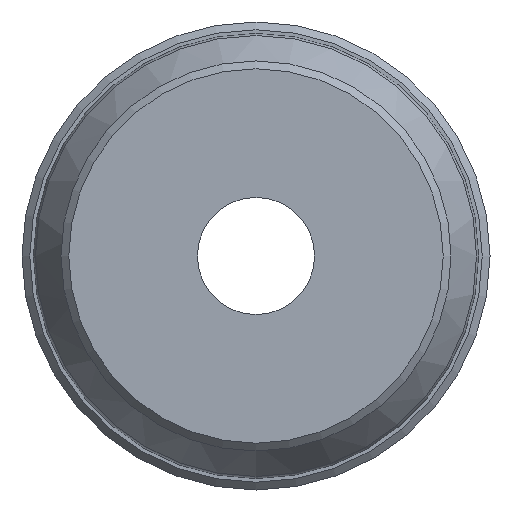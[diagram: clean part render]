
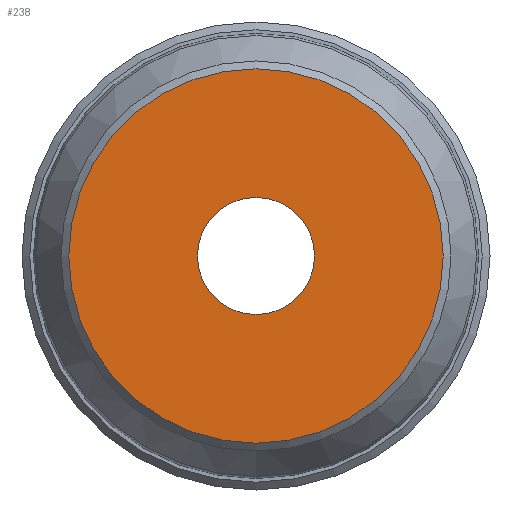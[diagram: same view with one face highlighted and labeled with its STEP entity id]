
A CAD part, left-side view. The second image highlights one B-rep face of the part: STEP entity #238.
In plain terms, the highlighted planar face has unit normal (-1, 0, 0).
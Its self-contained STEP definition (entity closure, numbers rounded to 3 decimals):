
#17=FACE_BOUND('',#60,.T.);
#22=PLANE('',#290);
#40=FACE_OUTER_BOUND('',#59,.T.);
#59=EDGE_LOOP('',(#208));
#60=EDGE_LOOP('',(#209));
#99=CIRCLE('',#284,24.);
#104=CIRCLE('',#291,7.5);
#120=VERTEX_POINT('',#432);
#125=VERTEX_POINT('',#446);
#148=EDGE_CURVE('',#120,#120,#99,.T.);
#155=EDGE_CURVE('',#125,#125,#104,.T.);
#208=ORIENTED_EDGE('',*,*,#148,.F.);
#209=ORIENTED_EDGE('',*,*,#155,.T.);
#238=ADVANCED_FACE('',(#40,#17),#22,.T.);
#284=AXIS2_PLACEMENT_3D('',#433,#357,#358);
#290=AXIS2_PLACEMENT_3D('',#445,#371,#372);
#291=AXIS2_PLACEMENT_3D('',#447,#373,#374);
#357=DIRECTION('center_axis',(1.,0.,0.));
#358=DIRECTION('ref_axis',(0.,0.,-1.));
#371=DIRECTION('center_axis',(-1.,0.,0.));
#372=DIRECTION('ref_axis',(0.,0.,1.));
#373=DIRECTION('center_axis',(1.,0.,0.));
#374=DIRECTION('ref_axis',(0.,1.,0.));
#432=CARTESIAN_POINT('',(0.,0.,24.));
#433=CARTESIAN_POINT('Origin',(0.,0.,0.));
#445=CARTESIAN_POINT('Origin',(0.,0.,0.));
#446=CARTESIAN_POINT('',(0.,-7.5,0.));
#447=CARTESIAN_POINT('Origin',(0.,0.,0.));
